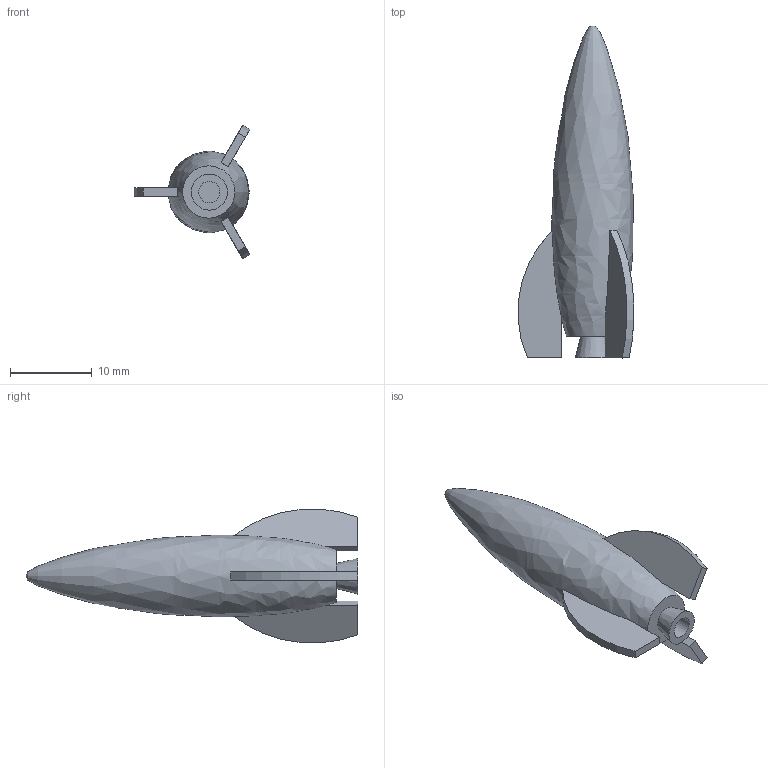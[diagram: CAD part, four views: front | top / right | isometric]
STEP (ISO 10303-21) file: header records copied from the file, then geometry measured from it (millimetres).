
FILE_DESCRIPTION(/* description */ (''),/* implementation_level */ '2;1');
FILE_NAME(/* name */ 'retro_rocket_v10.step',/* time_stamp */ '2019-05-27T14:11:28+01:00',/* author */ (''),/* organization */ (''),/* preprocessor_version */ 'ST-DEVELOPER v18',/* originating_system */ 'Autodesk Translation Framework v8.2.0.1029',/* authorisation */ '');
FILE_SCHEMA (('AUTOMOTIVE_DESIGN { 1 0 10303 214 3 1 1 }'));
Length unit declared in the file: millimetre
Products named in the file (2): retro_rocket; Component17
Assembly tree (1 placements, depth 2):
  retro_rocket
    Component17
Bounding box: 14.13 x 40.53 x 16.32 mm (x, y, z)
Volume: 2202.4 mm3; surface area: 1451.4 mm2
Topology: 1 solids, 1 shells, 21 faces, 45 edges, 30 vertices
Faces by surface type: plane 15, cylinder 4, bspline 1, cone 1
Full cylindrical faces by diameter (mm): 2.599 x1
Entity records: 840 total; most frequent: CARTESIAN_POINT 329, ORIENTED_EDGE 88, DIRECTION 86, EDGE_CURVE 44, AXIS2_PLACEMENT_3D 33, VERTEX_POINT 30, EDGE_LOOP 26, FACE_OUTER_BOUND 21
